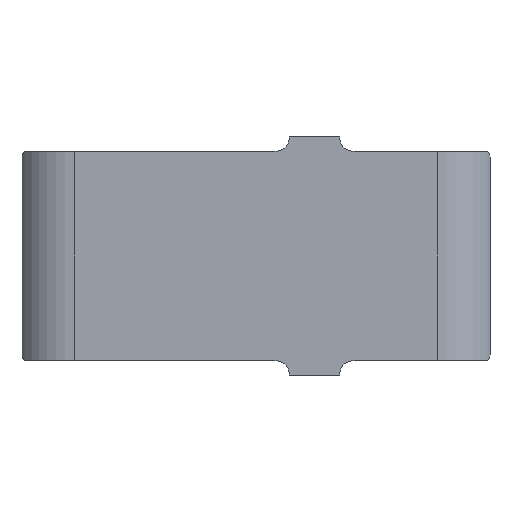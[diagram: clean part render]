
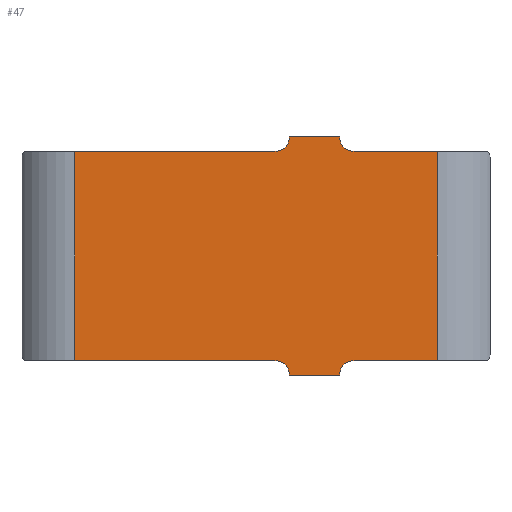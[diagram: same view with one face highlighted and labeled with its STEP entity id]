
A CAD part, front view. The second image highlights one B-rep face of the part: STEP entity #47.
In plain terms, the highlighted planar face has unit normal (0, -1, 0).
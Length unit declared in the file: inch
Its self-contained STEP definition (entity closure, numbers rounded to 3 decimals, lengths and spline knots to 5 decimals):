
#18 = DIRECTION ( 'NONE',  ( -1., 0., 0. ) ) ;
#47 = ADVANCED_FACE ( 'NONE', ( #879 ), #192, .F. ) ;
#61 = ORIENTED_EDGE ( 'NONE', *, *, #700, .T. ) ;
#84 = AXIS2_PLACEMENT_3D ( 'NONE', #1046, #341, #1146 ) ;
#87 = LINE ( 'NONE', #939, #1213 ) ;
#92 = EDGE_CURVE ( 'NONE', #1235, #1018, #1224, .T. ) ;
#110 = EDGE_CURVE ( 'NONE', #1478, #424, #637, .T. ) ;
#163 = VECTOR ( 'NONE', #1074, 39.37008 ) ;
#192 = PLANE ( 'NONE',  #1300 ) ;
#246 = CARTESIAN_POINT ( 'NONE',  ( 0.1175, -0.02, 0.1425 ) ) ;
#259 = CIRCLE ( 'NONE', #1420, 0.0175 ) ;
#265 = CARTESIAN_POINT ( 'NONE',  ( 0.21714, -0.02, 0.125 ) ) ;
#277 = CARTESIAN_POINT ( 'NONE',  ( 0.1175, -0.02, -0.125 ) ) ;
#297 = ORIENTED_EDGE ( 'NONE', *, *, #1348, .T. ) ;
#320 = EDGE_CURVE ( 'NONE', #885, #649, #1250, .T. ) ;
#333 = CIRCLE ( 'NONE', #84, 0.0175 ) ;
#334 = VECTOR ( 'NONE', #1137, 39.37008 ) ;
#336 = CARTESIAN_POINT ( 'NONE',  ( 0.04, -0.02, 0.1425 ) ) ;
#341 = DIRECTION ( 'NONE',  ( 0., 1., 0. ) ) ;
#343 = DIRECTION ( 'NONE',  ( 0., 1., 0. ) ) ;
#355 = DIRECTION ( 'NONE',  ( -1., 0., 0. ) ) ;
#357 = VECTOR ( 'NONE', #641, 39.37008 ) ;
#424 = VERTEX_POINT ( 'NONE', #761 ) ;
#457 = ORIENTED_EDGE ( 'NONE', *, *, #110, .T. ) ;
#490 = EDGE_CURVE ( 'NONE', #424, #885, #1095, .T. ) ;
#494 = CARTESIAN_POINT ( 'NONE',  ( 0.21714, -0.02, 0.125 ) ) ;
#499 = CARTESIAN_POINT ( 'NONE',  ( 0.04, -0.02, -0.1425 ) ) ;
#557 = VERTEX_POINT ( 'NONE', #667 ) ;
#566 = ORIENTED_EDGE ( 'NONE', *, *, #1314, .T. ) ;
#569 = CIRCLE ( 'NONE', #796, 0.0175 ) ;
#583 = CARTESIAN_POINT ( 'NONE',  ( 0.04, -0.02, -0.1425 ) ) ;
#594 = DIRECTION ( 'NONE',  ( 1., 0., 0. ) ) ;
#604 = DIRECTION ( 'NONE',  ( 1., 0., 0. ) ) ;
#620 = AXIS2_PLACEMENT_3D ( 'NONE', #1365, #659, #1518 ) ;
#637 = LINE ( 'NONE', #583, #901 ) ;
#641 = DIRECTION ( 'NONE',  ( 1., 0., 0. ) ) ;
#649 = VERTEX_POINT ( 'NONE', #816 ) ;
#659 = DIRECTION ( 'NONE',  ( 0., 1., 0. ) ) ;
#667 = CARTESIAN_POINT ( 'NONE',  ( 0.1175, -0.02, 0.125 ) ) ;
#684 = DIRECTION ( 'NONE',  ( 0., 1., 0. ) ) ;
#695 = VECTOR ( 'NONE', #1174, 39.37008 ) ;
#700 = EDGE_CURVE ( 'NONE', #1235, #1408, #259, .T. ) ;
#712 = ORIENTED_EDGE ( 'NONE', *, *, #320, .T. ) ;
#717 = CARTESIAN_POINT ( 'NONE',  ( -0.21714, -0.02, 0.125 ) ) ;
#741 = VECTOR ( 'NONE', #604, 39.37008 ) ;
#752 = VERTEX_POINT ( 'NONE', #717 ) ;
#761 = CARTESIAN_POINT ( 'NONE',  ( 0.1, -0.02, -0.1425 ) ) ;
#764 = EDGE_CURVE ( 'NONE', #1183, #1155, #778, .T. ) ;
#778 = LINE ( 'NONE', #1163, #741 ) ;
#788 = VERTEX_POINT ( 'NONE', #1467 ) ;
#796 = AXIS2_PLACEMENT_3D ( 'NONE', #246, #1058, #355 ) ;
#809 = EDGE_CURVE ( 'NONE', #788, #649, #1330, .T. ) ;
#815 = CARTESIAN_POINT ( 'NONE',  ( 0.1, -0.02, 0.1425 ) ) ;
#816 = CARTESIAN_POINT ( 'NONE',  ( 0.21714, -0.02, -0.125 ) ) ;
#823 = DIRECTION ( 'NONE',  ( 1., 0., 0. ) ) ;
#873 = ORIENTED_EDGE ( 'NONE', *, *, #1109, .T. ) ;
#879 = FACE_OUTER_BOUND ( 'NONE', #1245, .T. ) ;
#885 = VERTEX_POINT ( 'NONE', #277 ) ;
#900 = LINE ( 'NONE', #1436, #1528 ) ;
#901 = VECTOR ( 'NONE', #823, 39.37008 ) ;
#939 = CARTESIAN_POINT ( 'NONE',  ( 0.21714, -0.02, 0.125 ) ) ;
#941 = ORIENTED_EDGE ( 'NONE', *, *, #764, .T. ) ;
#961 = CARTESIAN_POINT ( 'NONE',  ( 0.0225, -0.02, -0.125 ) ) ;
#971 = CARTESIAN_POINT ( 'NONE',  ( -0.21714, -0.02, -0.125 ) ) ;
#1018 = VERTEX_POINT ( 'NONE', #815 ) ;
#1033 = LINE ( 'NONE', #265, #163 ) ;
#1046 = CARTESIAN_POINT ( 'NONE',  ( 0.0225, -0.02, -0.1425 ) ) ;
#1048 = CARTESIAN_POINT ( 'NONE',  ( 0.0225, -0.02, 0.1425 ) ) ;
#1058 = DIRECTION ( 'NONE',  ( 0., 1., 0. ) ) ;
#1074 = DIRECTION ( 'NONE',  ( 1., 0., 0. ) ) ;
#1085 = EDGE_CURVE ( 'NONE', #557, #788, #87, .T. ) ;
#1095 = CIRCLE ( 'NONE', #620, 0.0175 ) ;
#1109 = EDGE_CURVE ( 'NONE', #557, #1018, #569, .T. ) ;
#1137 = DIRECTION ( 'NONE',  ( 1., 0., 0. ) ) ;
#1146 = DIRECTION ( 'NONE',  ( -1., 0., 0. ) ) ;
#1150 = DIRECTION ( 'NONE',  ( -1., 0., 0. ) ) ;
#1155 = VERTEX_POINT ( 'NONE', #961 ) ;
#1163 = CARTESIAN_POINT ( 'NONE',  ( 0.21714, -0.02, -0.125 ) ) ;
#1174 = DIRECTION ( 'NONE',  ( 0., 0., -1. ) ) ;
#1179 = EDGE_CURVE ( 'NONE', #752, #1408, #1033, .T. ) ;
#1183 = VERTEX_POINT ( 'NONE', #971 ) ;
#1186 = CARTESIAN_POINT ( 'NONE',  ( 0.04, -0.02, 0.1425 ) ) ;
#1196 = CARTESIAN_POINT ( 'NONE',  ( 0.21714, -0.02, -0.125 ) ) ;
#1213 = VECTOR ( 'NONE', #594, 39.37008 ) ;
#1224 = LINE ( 'NONE', #336, #334 ) ;
#1235 = VERTEX_POINT ( 'NONE', #1186 ) ;
#1236 = ORIENTED_EDGE ( 'NONE', *, *, #809, .F. ) ;
#1245 = EDGE_LOOP ( 'NONE', ( #941, #566, #457, #1246, #712, #1236, #1417, #873, #1458, #61, #1464, #297 ) ) ;
#1246 = ORIENTED_EDGE ( 'NONE', *, *, #490, .T. ) ;
#1250 = LINE ( 'NONE', #1196, #357 ) ;
#1300 = AXIS2_PLACEMENT_3D ( 'NONE', #1519, #684, #18 ) ;
#1314 = EDGE_CURVE ( 'NONE', #1155, #1478, #333, .T. ) ;
#1330 = LINE ( 'NONE', #494, #695 ) ;
#1348 = EDGE_CURVE ( 'NONE', #752, #1183, #900, .T. ) ;
#1365 = CARTESIAN_POINT ( 'NONE',  ( 0.1175, -0.02, -0.1425 ) ) ;
#1408 = VERTEX_POINT ( 'NONE', #1463 ) ;
#1417 = ORIENTED_EDGE ( 'NONE', *, *, #1085, .F. ) ;
#1420 = AXIS2_PLACEMENT_3D ( 'NONE', #1048, #343, #1150 ) ;
#1436 = CARTESIAN_POINT ( 'NONE',  ( -0.21714, -0.02, 0.125 ) ) ;
#1448 = DIRECTION ( 'NONE',  ( 0., 0., -1. ) ) ;
#1458 = ORIENTED_EDGE ( 'NONE', *, *, #92, .F. ) ;
#1463 = CARTESIAN_POINT ( 'NONE',  ( 0.0225, -0.02, 0.125 ) ) ;
#1464 = ORIENTED_EDGE ( 'NONE', *, *, #1179, .F. ) ;
#1467 = CARTESIAN_POINT ( 'NONE',  ( 0.21714, -0.02, 0.125 ) ) ;
#1478 = VERTEX_POINT ( 'NONE', #499 ) ;
#1518 = DIRECTION ( 'NONE',  ( -1., 0., 0. ) ) ;
#1519 = CARTESIAN_POINT ( 'NONE',  ( 0.21714, -0.02, 0.125 ) ) ;
#1528 = VECTOR ( 'NONE', #1448, 39.37008 ) ;
